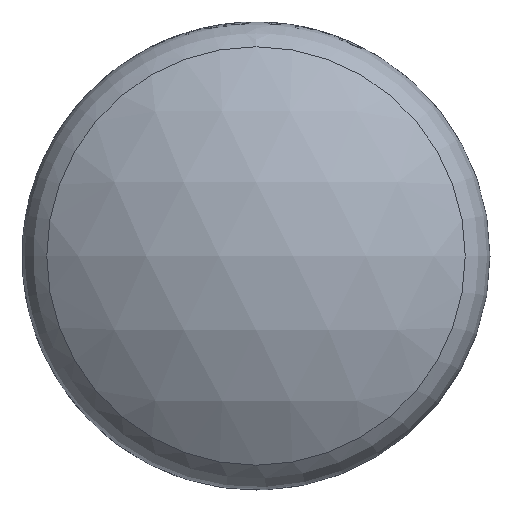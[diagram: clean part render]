
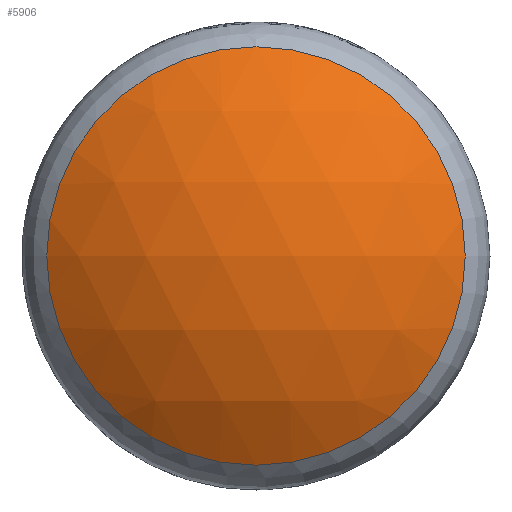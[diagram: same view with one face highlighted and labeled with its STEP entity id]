
A CAD part, left-side view. The second image highlights one B-rep face of the part: STEP entity #5906.
In plain terms, the highlighted spherical face has radius 39.37 mm.
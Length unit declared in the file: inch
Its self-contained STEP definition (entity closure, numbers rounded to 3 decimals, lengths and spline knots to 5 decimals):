
#15=SPHERICAL_SURFACE('',#6270,1.55);
#1310=FACE_OUTER_BOUND('',#1635,.T.);
#1635=EDGE_LOOP('',(#5377,#5378));
#2179=CIRCLE('',#6232,0.89423);
#2180=CIRCLE('',#6233,0.89423);
#2798=VERTEX_POINT('',#13567);
#2799=VERTEX_POINT('',#13569);
#3692=EDGE_CURVE('',#2798,#2799,#2179,.T.);
#3693=EDGE_CURVE('',#2799,#2798,#2180,.T.);
#5377=ORIENTED_EDGE('',*,*,#3693,.F.);
#5378=ORIENTED_EDGE('',*,*,#3692,.F.);
#5906=ADVANCED_FACE('',(#1310),#15,.T.);
#6232=AXIS2_PLACEMENT_3D('',#13570,#7208,#7209);
#6233=AXIS2_PLACEMENT_3D('',#13571,#7210,#7211);
#6270=AXIS2_PLACEMENT_3D('',#13617,#7285,#7286);
#7208=DIRECTION('center_axis',(1.,0.,0.));
#7209=DIRECTION('ref_axis',(0.,0.,-1.));
#7210=DIRECTION('center_axis',(1.,0.,0.));
#7211=DIRECTION('ref_axis',(0.,0.,-1.));
#7285=DIRECTION('center_axis',(0.,0.,
1.));
#7286=DIRECTION('ref_axis',(-1.,-0.005,0.));
#13567=CARTESIAN_POINT('',(-0.46604,0.,0.89423));
#13569=CARTESIAN_POINT('',(-0.46604,0.89423,0.));
#13570=CARTESIAN_POINT('Origin',(-0.46604,0.,
0.));
#13571=CARTESIAN_POINT('Origin',(-0.46604,0.,
0.));
#13617=CARTESIAN_POINT('Origin',(0.8,0.,
0.));
